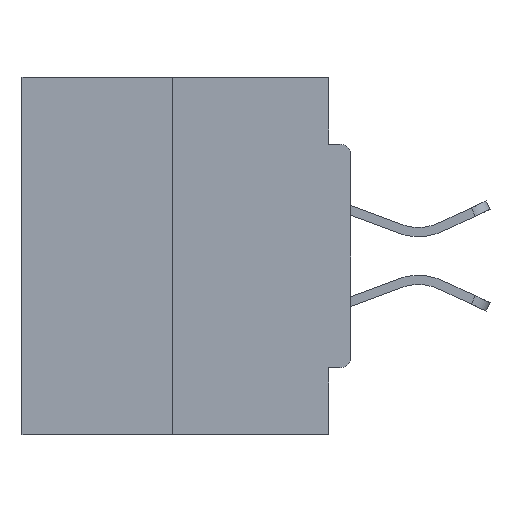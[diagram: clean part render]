
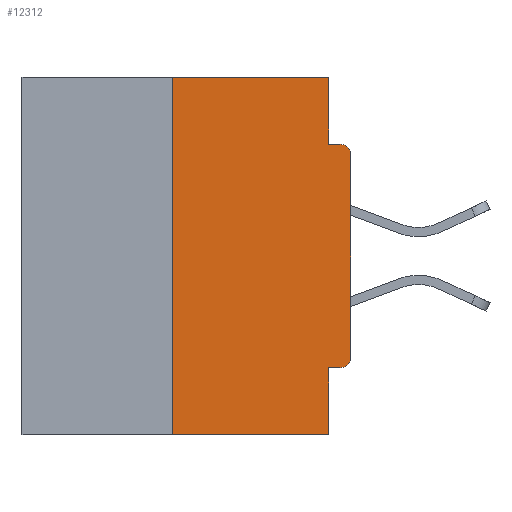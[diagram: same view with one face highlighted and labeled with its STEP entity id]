
A CAD part, left-side view. The second image highlights one B-rep face of the part: STEP entity #12312.
In plain terms, the highlighted planar face has unit normal (-1, 0, 0).
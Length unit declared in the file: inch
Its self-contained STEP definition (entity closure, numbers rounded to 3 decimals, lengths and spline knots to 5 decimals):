
#1434 = ORIENTED_EDGE ( 'NONE', *, *, #30261, .F. ) ;
#1821 = DIRECTION ( 'NONE',  ( -1., 0., 0. ) ) ;
#1930 = AXIS2_PLACEMENT_3D ( 'NONE', #11275, #25793, #33237 ) ;
#2051 = CARTESIAN_POINT ( 'NONE',  ( 0., 0.25, 0. ) ) ;
#2164 = ORIENTED_EDGE ( 'NONE', *, *, #31866, .T. ) ;
#2196 = CARTESIAN_POINT ( 'NONE',  ( 0., 0.015, -0.1085 ) ) ;
#2737 = CARTESIAN_POINT ( 'NONE',  ( 0., 0.46, -0.5 ) ) ;
#3393 = DIRECTION ( 'NONE',  ( 0., 0., -1. ) ) ;
#3736 = CARTESIAN_POINT ( 'NONE',  ( 0., 0.031, 0. ) ) ;
#4088 = VERTEX_POINT ( 'NONE', #12960 ) ;
#4834 = VECTOR ( 'NONE', #19791, 39.37008 ) ;
#6085 = CARTESIAN_POINT ( 'NONE',  ( 0., 0., -0.3915 ) ) ;
#7563 = VECTOR ( 'NONE', #10278, 39.37008 ) ;
#7626 = LINE ( 'NONE', #2051, #10699 ) ;
#7992 = DIRECTION ( 'NONE',  ( 0., 0., -1. ) ) ;
#9021 = VERTEX_POINT ( 'NONE', #13667 ) ;
#9128 = CARTESIAN_POINT ( 'NONE',  ( 0., 0.031, 0. ) ) ;
#9266 = FACE_OUTER_BOUND ( 'NONE', #32778, .T. ) ;
#9912 = CARTESIAN_POINT ( 'NONE',  ( 0., 0.031, -0.5 ) ) ;
#10278 = DIRECTION ( 'NONE',  ( 0., 0., -1. ) ) ;
#10531 = VERTEX_POINT ( 'NONE', #15570 ) ;
#10699 = VECTOR ( 'NONE', #34977, 39.37008 ) ;
#11275 = CARTESIAN_POINT ( 'NONE',  ( 0., 0.015, -0.3915 ) ) ;
#11711 = VERTEX_POINT ( 'NONE', #30251 ) ;
#12134 = DIRECTION ( 'NONE',  ( 1., 0., 0. ) ) ;
#12312 = ADVANCED_FACE ( 'NONE', ( #9266 ), #20241, .F. ) ;
#12960 = CARTESIAN_POINT ( 'NONE',  ( 0., 0.031, -0.0935 ) ) ;
#13269 = EDGE_CURVE ( 'NONE', #32461, #10531, #15679, .T. ) ;
#13535 = ORIENTED_EDGE ( 'NONE', *, *, #18463, .F. ) ;
#13667 = CARTESIAN_POINT ( 'NONE',  ( 0., 0.25, 0. ) ) ;
#14706 = DIRECTION ( 'NONE',  ( 0., 1., 0. ) ) ;
#14791 = DIRECTION ( 'NONE',  ( 0., -1., 0. ) ) ;
#15399 = CIRCLE ( 'NONE', #19434, 0.015 ) ;
#15422 = ORIENTED_EDGE ( 'NONE', *, *, #18509, .F. ) ;
#15519 = VECTOR ( 'NONE', #14706, 39.37008 ) ;
#15520 = DIRECTION ( 'NONE',  ( 0., 0., -1. ) ) ;
#15570 = CARTESIAN_POINT ( 'NONE',  ( 0., 0.031, -0.5 ) ) ;
#15584 = EDGE_CURVE ( 'NONE', #32461, #9021, #7626, .T. ) ;
#15679 = LINE ( 'NONE', #2737, #4834 ) ;
#16700 = CARTESIAN_POINT ( 'NONE',  ( 0., 0., 0. ) ) ;
#17057 = LINE ( 'NONE', #3736, #17169 ) ;
#17169 = VECTOR ( 'NONE', #3393, 39.37008 ) ;
#17491 = LINE ( 'NONE', #23235, #23926 ) ;
#17553 = CARTESIAN_POINT ( 'NONE',  ( 0., 0.46, 0. ) ) ;
#17589 = LINE ( 'NONE', #28392, #15519 ) ;
#18216 = ORIENTED_EDGE ( 'NONE', *, *, #22015, .T. ) ;
#18463 = EDGE_CURVE ( 'NONE', #4088, #11711, #28648, .T. ) ;
#18509 = EDGE_CURVE ( 'NONE', #9021, #26005, #17491, .T. ) ;
#18884 = VERTEX_POINT ( 'NONE', #31439 ) ;
#19434 = AXIS2_PLACEMENT_3D ( 'NONE', #2196, #1821, #15520 ) ;
#19791 = DIRECTION ( 'NONE',  ( 0., -1., 0. ) ) ;
#20241 = PLANE ( 'NONE',  #20278 ) ;
#20278 = AXIS2_PLACEMENT_3D ( 'NONE', #17553, #12134, #7992 ) ;
#20897 = CIRCLE ( 'NONE', #1930, 0.015 ) ;
#22015 = EDGE_CURVE ( 'NONE', #30485, #11711, #15399, .T. ) ;
#22275 = LINE ( 'NONE', #16700, #29726 ) ;
#23235 = CARTESIAN_POINT ( 'NONE',  ( 0., 0.46, 0. ) ) ;
#23285 = EDGE_CURVE ( 'NONE', #34673, #30485, #22275, .T. ) ;
#23926 = VECTOR ( 'NONE', #14791, 39.37008 ) ;
#24729 = ORIENTED_EDGE ( 'NONE', *, *, #24794, .F. ) ;
#24794 = EDGE_CURVE ( 'NONE', #26005, #4088, #17057, .T. ) ;
#25793 = DIRECTION ( 'NONE',  ( -1., 0., 0. ) ) ;
#26005 = VERTEX_POINT ( 'NONE', #9128 ) ;
#26009 = EDGE_CURVE ( 'NONE', #32293, #18884, #17589, .T. ) ;
#26427 = ORIENTED_EDGE ( 'NONE', *, *, #13269, .T. ) ;
#27008 = LINE ( 'NONE', #9912, #7563 ) ;
#28392 = CARTESIAN_POINT ( 'NONE',  ( 0., 0., -0.4065 ) ) ;
#28464 = CARTESIAN_POINT ( 'NONE',  ( 0., 0.015, -0.4065 ) ) ;
#28648 = LINE ( 'NONE', #34027, #33128 ) ;
#28811 = CARTESIAN_POINT ( 'NONE',  ( 0., 0.25, -0.5 ) ) ;
#29726 = VECTOR ( 'NONE', #30369, 39.37008 ) ;
#30063 = CARTESIAN_POINT ( 'NONE',  ( 0., 0., -0.1085 ) ) ;
#30116 = ORIENTED_EDGE ( 'NONE', *, *, #15584, .F. ) ;
#30251 = CARTESIAN_POINT ( 'NONE',  ( 0., 0.015, -0.0935 ) ) ;
#30261 = EDGE_CURVE ( 'NONE', #18884, #10531, #27008, .T. ) ;
#30369 = DIRECTION ( 'NONE',  ( 0., 0., 1. ) ) ;
#30485 = VERTEX_POINT ( 'NONE', #30063 ) ;
#31439 = CARTESIAN_POINT ( 'NONE',  ( 0., 0.031, -0.4065 ) ) ;
#31866 = EDGE_CURVE ( 'NONE', #32293, #34673, #20897, .T. ) ;
#32293 = VERTEX_POINT ( 'NONE', #28464 ) ;
#32318 = ORIENTED_EDGE ( 'NONE', *, *, #26009, .F. ) ;
#32461 = VERTEX_POINT ( 'NONE', #28811 ) ;
#32778 = EDGE_LOOP ( 'NONE', ( #15422, #30116, #26427, #1434, #32318, #2164, #33689, #18216, #13535, #24729 ) ) ;
#33128 = VECTOR ( 'NONE', #33674, 39.37008 ) ;
#33237 = DIRECTION ( 'NONE',  ( 0., 0., -1. ) ) ;
#33674 = DIRECTION ( 'NONE',  ( 0., -1., 0. ) ) ;
#33689 = ORIENTED_EDGE ( 'NONE', *, *, #23285, .T. ) ;
#34027 = CARTESIAN_POINT ( 'NONE',  ( 0., 0., -0.0935 ) ) ;
#34673 = VERTEX_POINT ( 'NONE', #6085 ) ;
#34977 = DIRECTION ( 'NONE',  ( 0., 0., 1. ) ) ;
